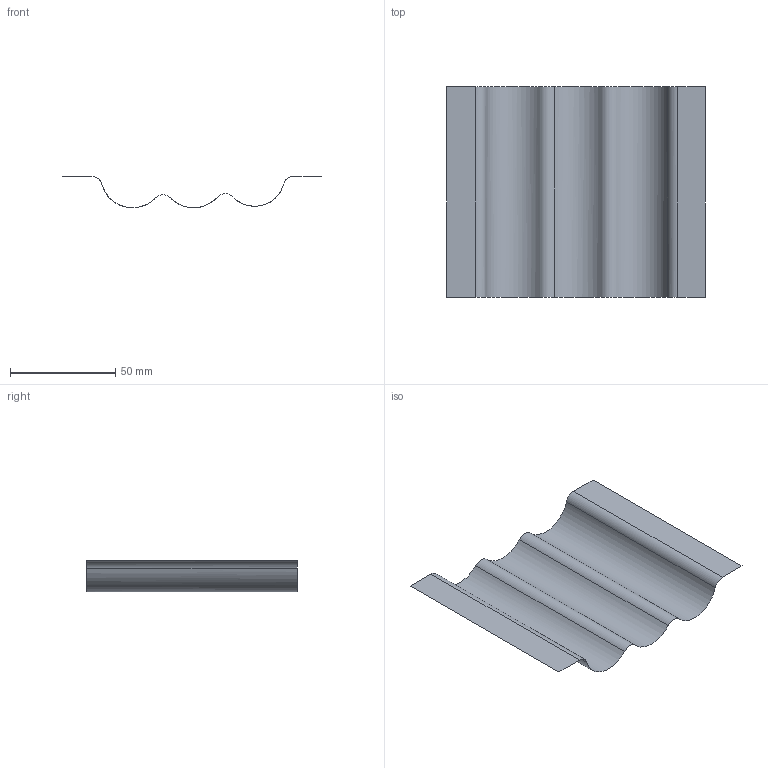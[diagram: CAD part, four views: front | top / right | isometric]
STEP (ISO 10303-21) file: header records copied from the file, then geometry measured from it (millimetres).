
FILE_DESCRIPTION(('WelSim Geometry'),'2;1');
FILE_NAME('Geom17.step','2023-08-31T19:19:49',('WELSIM'),('WelSimulation LLC'), 'Open CASCADE STEP processor 7.5','WelSim27','Unknown');
FILE_SCHEMA(('AUTOMOTIVE_DESIGN { 1 0 10303 214 1 1 1 1 }'));
Length unit declared in the file: millimetre
Products named in the file (1): die
Bounding box: 122.98 x 100 x 15 mm (x, y, z)
Surface area: 14353.5 mm2 (no closed solid volume)
Topology: 0 solids, 1 shells, 9 faces, 28 edges, 20 vertices
Faces by surface type: cylinder 7, plane 2
Entity records: 828 total; most frequent: CARTESIAN_POINT 514, B_SPLINE_CURVE_WITH_KNOTS 50, ORIENTED_EDGE 36, PCURVE 36, DEFINITIONAL_REPRESENTATION 36, EDGE_CURVE 28, SURFACE_CURVE 28, DIRECTION 20
